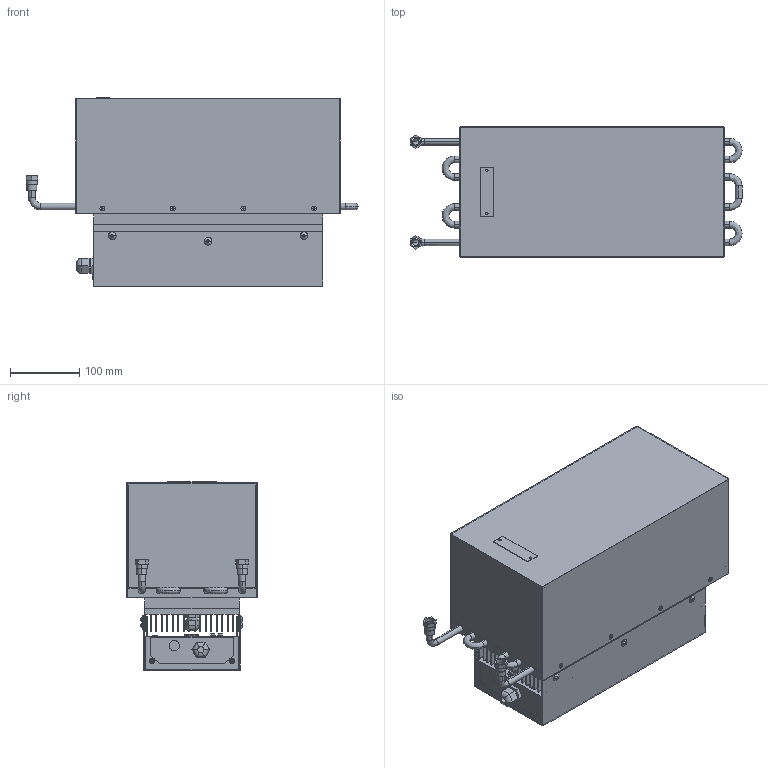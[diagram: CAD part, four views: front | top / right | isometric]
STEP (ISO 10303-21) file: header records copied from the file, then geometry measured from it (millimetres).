
FILE_DESCRIPTION (( 'STEP AP203' ), '1' );
FILE_NAME ('lhp-1200xp.STEP', '2016-05-17T16:54:58', ( '' ), ( '' ), 'SwSTEP 2.0', 'SolidWorks 2016', '' );
FILE_SCHEMA (( 'CONFIG_CONTROL_DESIGN' ));
Length unit declared in the file: inch
Products named in the file (1): lhp-1200xp
Bounding box: 478.28 x 187.45 x 271.02 mm (x, y, z)
Surface area: 1317732.4 mm2 (no closed solid volume)
Topology: 0 solids, 35 shells, 733 faces, 2936 edges, 2171 vertices
Faces by surface type: plane 464, cylinder 236, bspline 33
Entity records: 32494 total; most frequent: CARTESIAN_POINT 7687, DIRECTION 5014, ORIENTED_EDGE 4703, EDGE_CURVE 2928, VERTEX_POINT 2168, VECTOR 1890, LINE 1890, AXIS2_PLACEMENT_3D 1562
